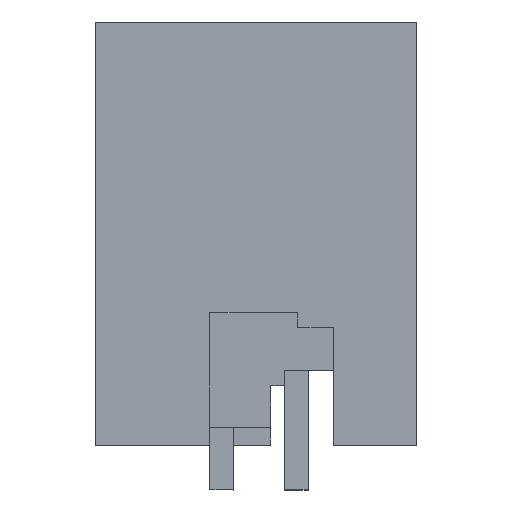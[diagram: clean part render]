
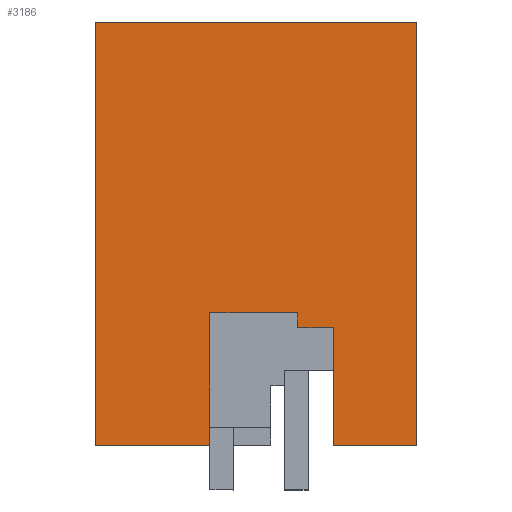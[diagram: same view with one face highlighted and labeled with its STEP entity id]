
A CAD part, left-side view. The second image highlights one B-rep face of the part: STEP entity #3186.
In plain terms, the highlighted planar face has unit normal (-1, 0, 0).
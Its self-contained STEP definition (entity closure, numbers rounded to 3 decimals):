
#3132=AXIS2_PLACEMENT_3D('Plane Axis2P3D',#3129,#3130,#3131) ;
#183=CARTESIAN_POINT('Vertex',(0.,10.8,15.7)) ;
#186=CARTESIAN_POINT('Line Origine',(0.,5.4,15.7)) ;
#190=CARTESIAN_POINT('Vertex',(0.,0.,15.7)) ;
#1543=CARTESIAN_POINT('Vertex',(0.,0.,1.5)) ;
#1546=CARTESIAN_POINT('Line Origine',(0.,0.,8.6)) ;
#1563=CARTESIAN_POINT('Line Origine',(0.,1.4,1.5)) ;
#1567=CARTESIAN_POINT('Vertex',(0.,2.8,1.5)) ;
#2084=CARTESIAN_POINT('Vertex',(0.,10.8,1.5)) ;
#2087=CARTESIAN_POINT('Line Origine',(0.,10.8,8.6)) ;
#3129=CARTESIAN_POINT('Axis2P3D Location',(0.,10.8,10.7)) ;
#3134=CARTESIAN_POINT('Line Origine',(0.,8.875,1.5)) ;
#3138=CARTESIAN_POINT('Vertex',(0.,6.95,1.5)) ;
#3141=CARTESIAN_POINT('Line Origine',(0.,6.95,3.725)) ;
#3145=CARTESIAN_POINT('Vertex',(0.,6.95,5.95)) ;
#3148=CARTESIAN_POINT('Line Origine',(0.,5.475,5.95)) ;
#3152=CARTESIAN_POINT('Vertex',(0.,4.,5.95)) ;
#3155=CARTESIAN_POINT('Line Origine',(0.,4.,5.7)) ;
#3159=CARTESIAN_POINT('Vertex',(0.,4.,5.45)) ;
#3162=CARTESIAN_POINT('Line Origine',(0.,3.4,5.45)) ;
#3166=CARTESIAN_POINT('Vertex',(0.,2.8,5.45)) ;
#3169=CARTESIAN_POINT('Line Origine',(0.,2.8,3.475)) ;
#187=DIRECTION('Vector Direction',(0.,-1.,0.)) ;
#1547=DIRECTION('Vector Direction',(0.,0.,1.)) ;
#1564=DIRECTION('Vector Direction',(0.,-1.,0.)) ;
#2088=DIRECTION('Vector Direction',(0.,0.,1.)) ;
#3130=DIRECTION('Axis2P3D Direction',(1.,0.,0.)) ;
#3131=DIRECTION('Axis2P3D XDirection',(0.,1.,0.)) ;
#3135=DIRECTION('Vector Direction',(0.,-1.,0.)) ;
#3142=DIRECTION('Vector Direction',(0.,0.,-1.)) ;
#3149=DIRECTION('Vector Direction',(0.,-1.,0.)) ;
#3156=DIRECTION('Vector Direction',(0.,0.,-1.)) ;
#3163=DIRECTION('Vector Direction',(0.,-1.,0.)) ;
#3170=DIRECTION('Vector Direction',(0.,0.,-1.)) ;
#188=VECTOR('Line Direction',#187,1.) ;
#1548=VECTOR('Line Direction',#1547,1.) ;
#1565=VECTOR('Line Direction',#1564,1.) ;
#2089=VECTOR('Line Direction',#2088,1.) ;
#3136=VECTOR('Line Direction',#3135,1.) ;
#3143=VECTOR('Line Direction',#3142,1.) ;
#3150=VECTOR('Line Direction',#3149,1.) ;
#3157=VECTOR('Line Direction',#3156,1.) ;
#3164=VECTOR('Line Direction',#3163,1.) ;
#3171=VECTOR('Line Direction',#3170,1.) ;
#3175=ORIENTED_EDGE('',*,*,#1569,.T.) ;
#3176=ORIENTED_EDGE('',*,*,#1550,.T.) ;
#3177=ORIENTED_EDGE('',*,*,#192,.F.) ;
#3178=ORIENTED_EDGE('',*,*,#2091,.F.) ;
#3179=ORIENTED_EDGE('',*,*,#3140,.T.) ;
#3180=ORIENTED_EDGE('',*,*,#3147,.F.) ;
#3181=ORIENTED_EDGE('',*,*,#3154,.T.) ;
#3182=ORIENTED_EDGE('',*,*,#3161,.T.) ;
#3183=ORIENTED_EDGE('',*,*,#3168,.T.) ;
#3184=ORIENTED_EDGE('',*,*,#3173,.T.) ;
#3186=ADVANCED_FACE('HOUSING',(#3185),#3133,.F.) ;
#192=EDGE_CURVE('',#184,#191,#189,.T.) ;
#1550=EDGE_CURVE('',#1544,#191,#1549,.T.) ;
#1569=EDGE_CURVE('',#1568,#1544,#1566,.T.) ;
#2091=EDGE_CURVE('',#2085,#184,#2090,.T.) ;
#3140=EDGE_CURVE('',#2085,#3139,#3137,.T.) ;
#3147=EDGE_CURVE('',#3146,#3139,#3144,.T.) ;
#3154=EDGE_CURVE('',#3146,#3153,#3151,.T.) ;
#3161=EDGE_CURVE('',#3153,#3160,#3158,.T.) ;
#3168=EDGE_CURVE('',#3160,#3167,#3165,.T.) ;
#3173=EDGE_CURVE('',#3167,#1568,#3172,.T.) ;
#3174=EDGE_LOOP('',(#3175,#3176,#3177,#3178,#3179,#3180,#3181,#3182,#3183,#3184)) ;
#3185=FACE_OUTER_BOUND('',#3174,.T.) ;
#189=LINE('Line',#186,#188) ;
#1549=LINE('Line',#1546,#1548) ;
#1566=LINE('Line',#1563,#1565) ;
#2090=LINE('Line',#2087,#2089) ;
#3137=LINE('Line',#3134,#3136) ;
#3144=LINE('Line',#3141,#3143) ;
#3151=LINE('Line',#3148,#3150) ;
#3158=LINE('Line',#3155,#3157) ;
#3165=LINE('Line',#3162,#3164) ;
#3172=LINE('Line',#3169,#3171) ;
#3133=PLANE('',#3132) ;
#184=VERTEX_POINT('',#183) ;
#191=VERTEX_POINT('',#190) ;
#1544=VERTEX_POINT('',#1543) ;
#1568=VERTEX_POINT('',#1567) ;
#2085=VERTEX_POINT('',#2084) ;
#3139=VERTEX_POINT('',#3138) ;
#3146=VERTEX_POINT('',#3145) ;
#3153=VERTEX_POINT('',#3152) ;
#3160=VERTEX_POINT('',#3159) ;
#3167=VERTEX_POINT('',#3166) ;
